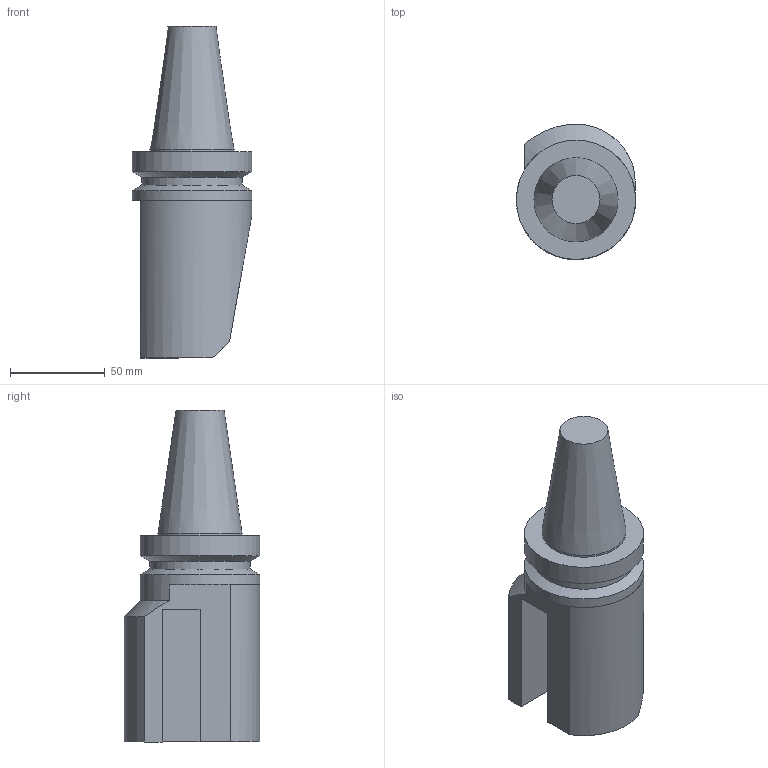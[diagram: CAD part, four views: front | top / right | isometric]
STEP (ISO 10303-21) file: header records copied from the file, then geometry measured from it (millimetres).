
FILE_DESCRIPTION((''),'1');
FILE_NAME('BBT40M-180-BH20L-110.stp','2017-05-02T05:50:26',(''),(''),'Spatial Interop R21 SP3','Kubotek KeyCreator 2011 V10.0.2 (22737)',' ');
FILE_SCHEMA(('automotive_design'));
Length unit declared in the file: millimetre
Products named in the file (1): Unnamed[1]
Bounding box: 63 x 71.49 x 175.4 mm (x, y, z)
Volume: 379458.4 mm3; surface area: 38665.9 mm2
Topology: 1 solids, 1 shells, 22 faces, 52 edges, 33 vertices
Faces by surface type: plane 11, cylinder 7, cone 4
Full cylindrical faces by diameter (mm): 44.45 x1, 53 x1, 63 x2
Entity records: 1129 total; most frequent: CARTESIAN_POINT 132, DIRECTION 107, PRESENTATION_STYLE_ASSIGNMENT 90, COLOUR_RGB 90, ORIENTED_EDGE 88, STYLED_ITEM 67, CURVE_STYLE 67, DRAUGHTING_PRE_DEFINED_CURVE_FONT 67
